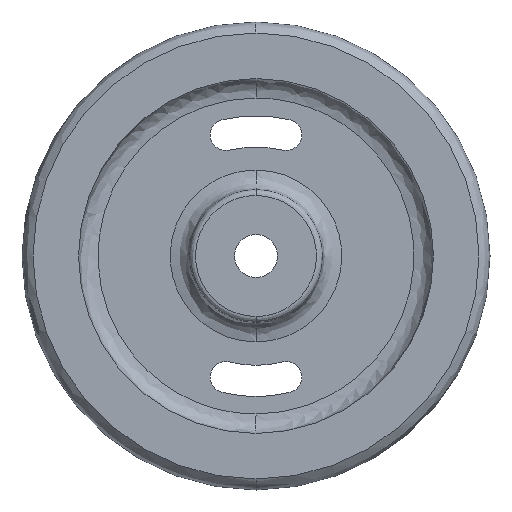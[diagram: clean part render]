
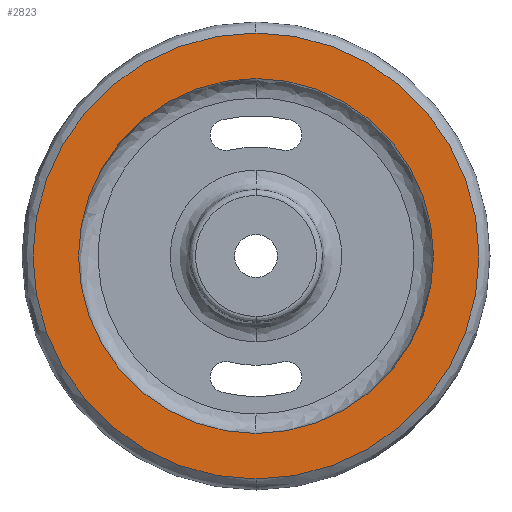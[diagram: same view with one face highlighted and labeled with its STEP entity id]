
A CAD part, left-side view. The second image highlights one B-rep face of the part: STEP entity #2823.
In plain terms, the highlighted planar face has unit normal (-1, 0, 0).
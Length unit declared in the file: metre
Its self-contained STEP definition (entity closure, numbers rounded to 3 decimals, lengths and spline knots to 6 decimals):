
#116 = PLANE ( 'NONE',  #1248 ) ;
#137 = EDGE_CURVE ( 'NONE', #2444, #2654, #2792, .T. ) ;
#209 = VERTEX_POINT ( 'NONE', #2278 ) ;
#386 = DIRECTION ( 'NONE',  ( 0., 0., 1. ) ) ;
#527 = CARTESIAN_POINT ( 'NONE',  ( -0.013, 0., 0. ) ) ;
#529 = DIRECTION ( 'NONE',  ( 1., 0., 0. ) ) ;
#607 = ORIENTED_EDGE ( 'NONE', *, *, #1469, .F. ) ;
#683 = FACE_OUTER_BOUND ( 'NONE', #802, .T. ) ;
#702 = CARTESIAN_POINT ( 'NONE',  ( -0.013, 0., 0.0455 ) ) ;
#713 = DIRECTION ( 'NONE',  ( 0., 0., -1. ) ) ;
#717 = ORIENTED_EDGE ( 'NONE', *, *, #1662, .F. ) ;
#802 = EDGE_LOOP ( 'NONE', ( #717, #607 ) ) ;
#817 = AXIS2_PLACEMENT_3D ( 'NONE', #2743, #3069, #3090 ) ;
#974 = CARTESIAN_POINT ( 'NONE',  ( -0.013, 0., 0. ) ) ;
#1012 = EDGE_CURVE ( 'NONE', #2654, #2444, #1977, .T. ) ;
#1028 = CARTESIAN_POINT ( 'NONE',  ( -0.013, 0., 0.057179 ) ) ;
#1203 = EDGE_LOOP ( 'NONE', ( #3070, #1544 ) ) ;
#1248 = AXIS2_PLACEMENT_3D ( 'NONE', #702, #3027, #386 ) ;
#1369 = VERTEX_POINT ( 'NONE', #1028 ) ;
#1469 = EDGE_CURVE ( 'NONE', #1369, #209, #2236, .T. ) ;
#1544 = ORIENTED_EDGE ( 'NONE', *, *, #1012, .T. ) ;
#1662 = EDGE_CURVE ( 'NONE', #209, #1369, #2853, .T. ) ;
#1977 = CIRCLE ( 'NONE', #817, 0.0455 ) ;
#1986 = CARTESIAN_POINT ( 'NONE',  ( -0.013, 0., 0. ) ) ;
#2128 = DIRECTION ( 'NONE',  ( 0., 0., -1. ) ) ;
#2138 = FACE_BOUND ( 'NONE', #1203, .T. ) ;
#2236 = CIRCLE ( 'NONE', #3655, 0.057179 ) ;
#2278 = CARTESIAN_POINT ( 'NONE',  ( -0.013, 0., -0.057179 ) ) ;
#2444 = VERTEX_POINT ( 'NONE', #2653 ) ;
#2653 = CARTESIAN_POINT ( 'NONE',  ( -0.013, 0., -0.0455 ) ) ;
#2654 = VERTEX_POINT ( 'NONE', #2769 ) ;
#2725 = DIRECTION ( 'NONE',  ( 1., 0., 0. ) ) ;
#2743 = CARTESIAN_POINT ( 'NONE',  ( -0.013, 0., 0. ) ) ;
#2769 = CARTESIAN_POINT ( 'NONE',  ( -0.013, 0., 0.0455 ) ) ;
#2788 = AXIS2_PLACEMENT_3D ( 'NONE', #974, #2725, #2128 ) ;
#2792 = CIRCLE ( 'NONE', #3283, 0.0455 ) ;
#2823 = ADVANCED_FACE ( 'NONE', ( #683, #2138 ), #116, .T. ) ;
#2853 = CIRCLE ( 'NONE', #2788, 0.057179 ) ;
#3027 = DIRECTION ( 'NONE',  ( -1., 0., 0. ) ) ;
#3069 = DIRECTION ( 'NONE',  ( 1., 0., 0. ) ) ;
#3070 = ORIENTED_EDGE ( 'NONE', *, *, #137, .T. ) ;
#3090 = DIRECTION ( 'NONE',  ( 0., 0., -1. ) ) ;
#3283 = AXIS2_PLACEMENT_3D ( 'NONE', #1986, #529, #713 ) ;
#3417 = DIRECTION ( 'NONE',  ( 0., 0., -1. ) ) ;
#3655 = AXIS2_PLACEMENT_3D ( 'NONE', #527, #3708, #3417 ) ;
#3708 = DIRECTION ( 'NONE',  ( 1., 0., 0. ) ) ;
